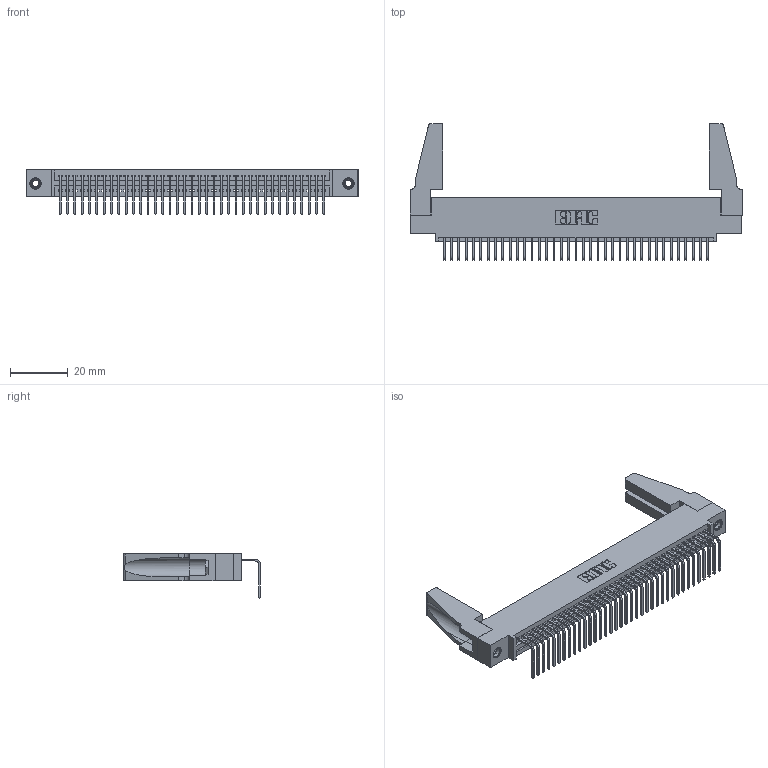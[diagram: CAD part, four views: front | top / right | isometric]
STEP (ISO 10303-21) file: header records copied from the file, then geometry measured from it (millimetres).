
FILE_DESCRIPTION (( 'STEP AP203' ), '1' );
FILE_NAME ('345-037-558-488.STEP', '2019-10-10T15:32:15', ( '' ), ( '' ), 'SwSTEP 2.0', 'SolidWorks 2016', '' );
FILE_SCHEMA (( 'CONFIG_CONTROL_DESIGN' ));
Length unit declared in the file: inch
Products named in the file (5): 345 Part_0.110 Offset - 0.156 Dia-TH; 345-292-001_558 Tail - 2; 345-250-001_345-250-001-102; 345-220-078_345-220-088; 345-037-558-488
Assembly tree (42 placements, depth 2):
  345-037-558-488
    345 Part_0.110 Offset - 0.156 Dia-TH
    345-292-001_558 Tail - 2  x37
    345-250-001_345-250-001-102  x2
    345-220-078_345-220-088  x2
Bounding box: 115.21 x 47.49 x 15.37 mm (x, y, z)
Volume: 14204.6 mm3; surface area: 18422 mm2
Topology: 42 solids, 42 shells, 2474 faces, 7401 edges, 4874 vertices
Faces by surface type: plane 1710, cylinder 748, cone 12, torus 4
Entity records: 30884 total; most frequent: CARTESIAN_POINT 5341, ORIENTED_EDGE 5272, DIRECTION 4678, EDGE_CURVE 2636, VECTOR 2314, LINE 2314, VERTEX_POINT 1750, AXIS2_PLACEMENT_3D 1182
